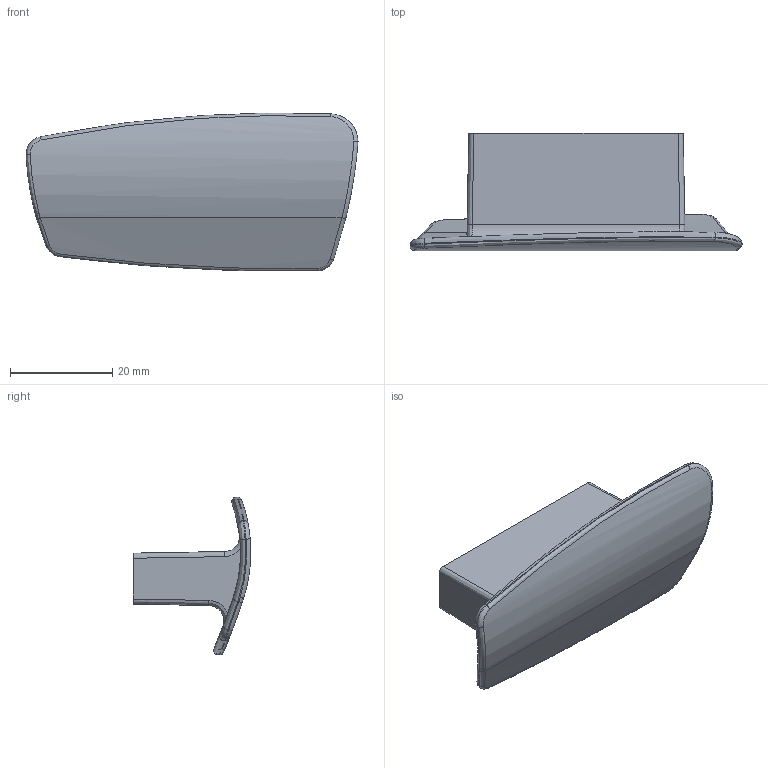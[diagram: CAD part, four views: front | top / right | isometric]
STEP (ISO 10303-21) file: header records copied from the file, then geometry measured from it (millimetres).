
FILE_DESCRIPTION(('Creo Elements/Direct Modeling STEP Export'),'2;1');
FILE_NAME('2093-65.stp','2024-09-23T11:19:30',(''),(''),'Creo Elements/Direct Modeling STEP processor for AP214 (Solid Model)','Creo Elements/Direct Modeling 20.0 12-Nov-2016 (C) Parametric Technology GmbH','');
FILE_SCHEMA(('AUTOMOTIVE_DESIGN { 1 0 10303 214 1 1 1 1 }'));
Length unit declared in the file: millimetre
Products named in the file (2): 2093-65
Assembly tree (1 placements, depth 2):
  2093-65
    2093-65
Bounding box: 65 x 22.97 x 30.92 mm (x, y, z)
Volume: 9108.8 mm3; surface area: 7170.4 mm2
Topology: 1 solids, 1 shells, 79 faces, 186 edges, 110 vertices
Faces by surface type: bspline 32, cylinder 27, plane 11, extrusion 5, cone 4
Entity records: 7971 total; most frequent: CARTESIAN_POINT 6510, ORIENTED_EDGE 364, EDGE_CURVE 182, DIRECTION 177, VERTEX_POINT 110, EDGE_LOOP 84, FACE_OUTER_BOUND 79, ADVANCED_FACE 79
